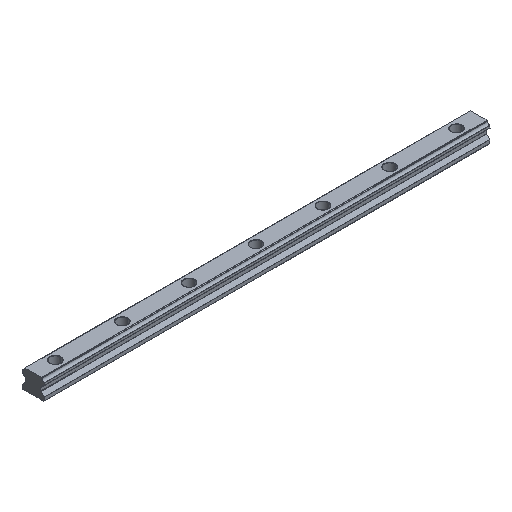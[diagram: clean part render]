
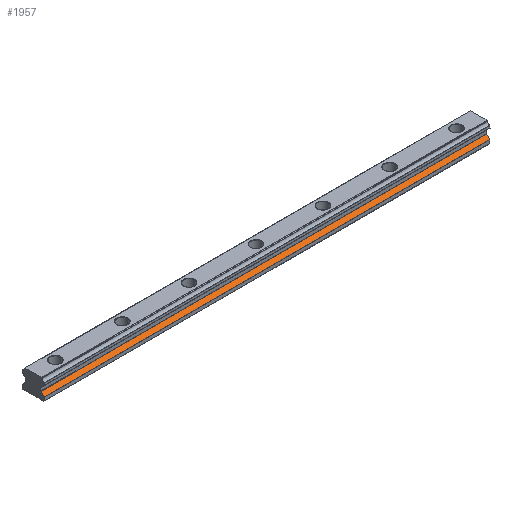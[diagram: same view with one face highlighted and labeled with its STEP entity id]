
A CAD part, isometric view. The second image highlights one B-rep face of the part: STEP entity #1957.
In plain terms, the highlighted free-form (B-spline) face has degree [1, 1] with [2, 2] control points.
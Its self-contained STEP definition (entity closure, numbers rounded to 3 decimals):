
#1957 = ADVANCED_FACE('',(#1958),#1988,.T.);
#1958 = FACE_BOUND('',#1959,.T.);
#1959 = EDGE_LOOP('',(#1960,#1969,#1976,#1983));
#1960 = ORIENTED_EDGE('',*,*,#1961,.T.);
#1961 = EDGE_CURVE('',#1962,#1964,#1966,.T.);
#1962 = VERTEX_POINT('',#1963);
#1963 = CARTESIAN_POINT('',(0.,-11.056,4.121));
#1964 = VERTEX_POINT('',#1965);
#1965 = CARTESIAN_POINT('',(0.,-7.85,7.327));
#1966 = B_SPLINE_CURVE_WITH_KNOTS('',1,(#1967,#1968),.UNSPECIFIED.,.F.,
  .F.,(2,2),(0.,4.077),.PIECEWISE_BEZIER_KNOTS.);
#1967 = CARTESIAN_POINT('',(0.,-11.056,4.121));
#1968 = CARTESIAN_POINT('',(0.,-7.85,7.327));
#1969 = ORIENTED_EDGE('',*,*,#1970,.T.);
#1970 = EDGE_CURVE('',#1964,#1971,#1973,.T.);
#1971 = VERTEX_POINT('',#1972);
#1972 = CARTESIAN_POINT('',(-444.858,-7.85,
    7.327));
#1973 = B_SPLINE_CURVE_WITH_KNOTS('',1,(#1974,#1975),.UNSPECIFIED.,.F.,
  .F.,(2,2),(0.,400.),.PIECEWISE_BEZIER_KNOTS.);
#1974 = CARTESIAN_POINT('',(0.,-7.85,7.327));
#1975 = CARTESIAN_POINT('',(-444.858,-7.85,
    7.327));
#1976 = ORIENTED_EDGE('',*,*,#1977,.T.);
#1977 = EDGE_CURVE('',#1971,#1978,#1980,.T.);
#1978 = VERTEX_POINT('',#1979);
#1979 = CARTESIAN_POINT('',(-444.858,-11.056,
    4.121));
#1980 = B_SPLINE_CURVE_WITH_KNOTS('',1,(#1981,#1982),.UNSPECIFIED.,.F.,
  .F.,(2,2),(0.,4.077),.PIECEWISE_BEZIER_KNOTS.);
#1981 = CARTESIAN_POINT('',(-444.858,-7.85,
    7.327));
#1982 = CARTESIAN_POINT('',(-444.858,-11.056,
    4.121));
#1983 = ORIENTED_EDGE('',*,*,#1984,.T.);
#1984 = EDGE_CURVE('',#1978,#1962,#1985,.T.);
#1985 = B_SPLINE_CURVE_WITH_KNOTS('',1,(#1986,#1987),.UNSPECIFIED.,.F.,
  .F.,(2,2),(0.,400.),.PIECEWISE_BEZIER_KNOTS.);
#1986 = CARTESIAN_POINT('',(-444.858,-11.056,
    4.121));
#1987 = CARTESIAN_POINT('',(0.,-11.056,4.121));
#1988 = B_SPLINE_SURFACE_WITH_KNOTS('',1,1,(
    (#1989,#1990)
    ,(#1991,#1992
    )),.UNSPECIFIED.,.F.,.F.,.F.,(2,2),(2,2),(0.,1.),(0.,1.),
  .PIECEWISE_BEZIER_KNOTS.);
#1989 = CARTESIAN_POINT('',(-444.858,-7.85,
    7.327));
#1990 = CARTESIAN_POINT('',(0.,-7.85,7.327));
#1991 = CARTESIAN_POINT('',(-444.858,-11.056,
    4.121));
#1992 = CARTESIAN_POINT('',(0.,-11.056,4.121));
